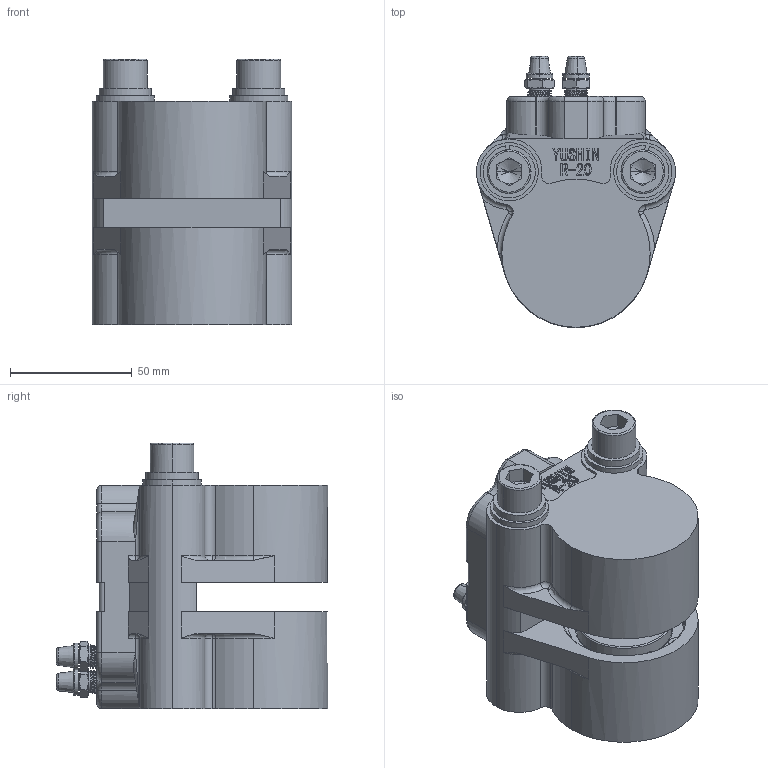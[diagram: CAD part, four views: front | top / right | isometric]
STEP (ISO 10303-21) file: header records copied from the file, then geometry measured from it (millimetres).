
FILE_DESCRIPTION (( 'STEP AP203' ), '1' );
FILE_NAME ('RDB-20(Web—p).STEP', '2025-12-24T00:47:54', ( '' ), ( '' ), 'SwSTEP 2.0', 'SolidWorks 2024', '' );
FILE_SCHEMA (( 'CONFIG_CONTROL_DESIGN' ));
Length unit declared in the file: millimetre
Products named in the file (1): RDB-20(Web用)
Bounding box: 82 x 111.63 x 109.3 mm (x, y, z)
Volume: 472964.4 mm3; surface area: 56361.1 mm2
Topology: 1 solids, 1 shells, 796 faces, 2106 edges, 1336 vertices
Faces by surface type: plane 364, cylinder 156, bspline 142, cone 76, torus 54, sphere 4
Entity records: 32587 total; most frequent: CARTESIAN_POINT 13653, ORIENTED_EDGE 4196, DIRECTION 3560, EDGE_CURVE 2098, VERTEX_POINT 1336, AXIS2_PLACEMENT_3D 1237, VECTOR 1086, LINE 1086
